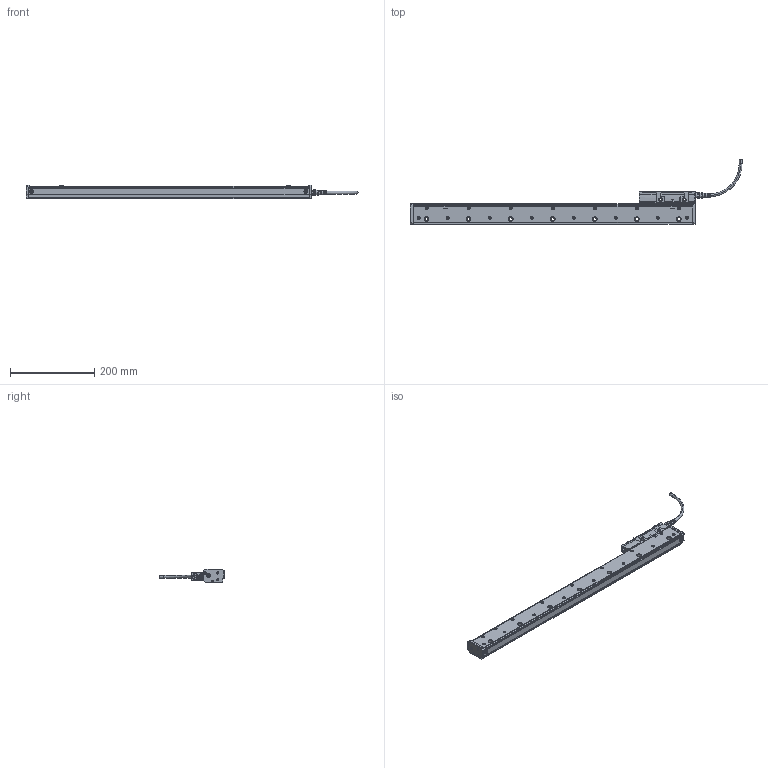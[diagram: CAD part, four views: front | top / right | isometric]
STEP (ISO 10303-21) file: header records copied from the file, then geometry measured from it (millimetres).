
FILE_DESCRIPTION(('CATIA V5 STEP'),'2;1');
FILE_NAME('SR67A-054-L.stp','2013-11-26T09:18:20+00:00',('none'),('none'),'CATIA Version 5 Release 19 SP 6 (IN-10)','CATIA V5 STEP AP214','none');
FILE_SCHEMA(('AUTOMOTIVE_DESIGN { 1 0 10303 214 1 1 1 1 }'));
Products named in the file (1): SR67A-054-L
Bounding box: 789.4 x 153.8 x 31.5 mm (x, y, z)
Volume: 938197.5 mm3; surface area: 163594.7 mm2
Topology: 1 solids, 97 shells, 2982 faces, 7896 edges, 5155 vertices
Faces by surface type: plane 1324, cylinder 1162, cone 300, torus 109, sphere 43, bspline 33, extrusion 11
Entity records: 92840 total; most frequent: CARTESIAN_POINT 23629, ORIENTED_EDGE 15648, DIRECTION 11492, EDGE_CURVE 7824, AXIS2_PLACEMENT_3D 5312, VERTEX_POINT 5151, VECTOR 3977, LINE 3966
